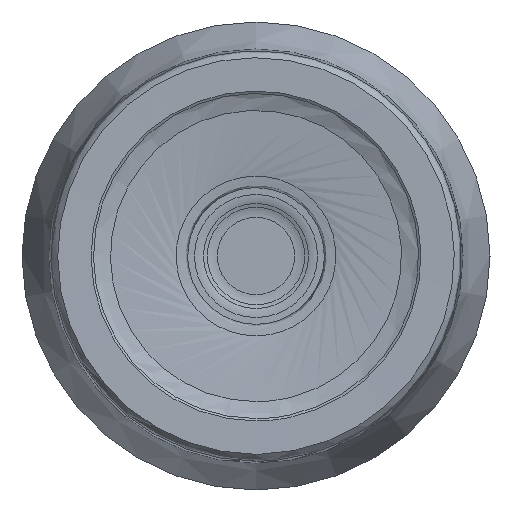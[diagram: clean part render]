
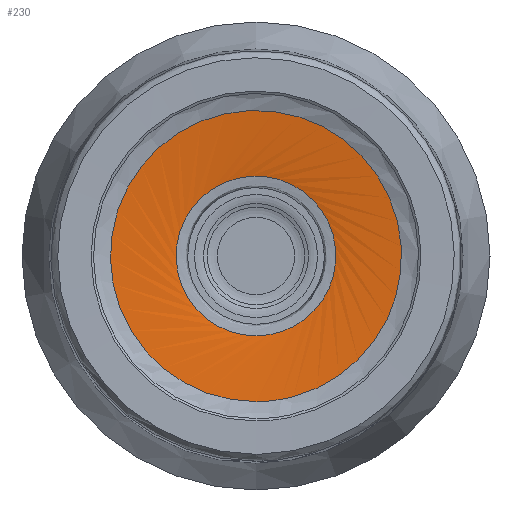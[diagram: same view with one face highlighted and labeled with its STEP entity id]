
A CAD part, left-side view. The second image highlights one B-rep face of the part: STEP entity #230.
In plain terms, the highlighted face is a revolution surface.
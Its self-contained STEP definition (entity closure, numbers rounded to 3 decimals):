
#35=SURFACE_OF_REVOLUTION('',#63,#49);
#49=AXIS1_PLACEMENT('',#889,#629);
#63=B_SPLINE_CURVE_WITH_KNOTS('',3,(#879,#880,#881,#882,#883,#884,#885,
#886,#887,#888),.UNSPECIFIED.,.F.,.F.,(4,3,3,4),(0.,0.261,0.523,
1.),.UNSPECIFIED.);
#230=ADVANCED_FACE('',(#286,#287),#35,.T.);
#286=FACE_BOUND('',#342,.T.);
#287=FACE_BOUND('',#343,.T.);
#342=EDGE_LOOP('',(#398));
#343=EDGE_LOOP('',(#399));
#398=ORIENTED_EDGE('',*,*,#458,.F.);
#399=ORIENTED_EDGE('',*,*,#457,.T.);
#429=VERTEX_POINT('',#850);
#430=VERTEX_POINT('',#878);
#457=EDGE_CURVE('',#429,#429,#485,.T.);
#458=EDGE_CURVE('',#430,#430,#486,.T.);
#485=CIRCLE('',#529,2.731);
#486=CIRCLE('',#530,4.976);
#529=AXIS2_PLACEMENT_3D('',#849,#624,#625);
#530=AXIS2_PLACEMENT_3D('',#877,#627,#628);
#624=DIRECTION('',(1.,0.,0.));
#625=DIRECTION('',(0.,0.,-1.));
#627=DIRECTION('',(1.,0.,0.));
#628=DIRECTION('',(0.,0.,-1.));
#629=DIRECTION('',(1.,0.,0.));
#849=CARTESIAN_POINT('',(0.568,0.,0.));
#850=CARTESIAN_POINT('',(0.568,0.,-2.731));
#877=CARTESIAN_POINT('',(0.306,0.,0.));
#878=CARTESIAN_POINT('',(0.306,0.,-4.976));
#879=CARTESIAN_POINT('',(0.568,-2.08,1.769));
#880=CARTESIAN_POINT('',(0.547,-2.328,1.68));
#881=CARTESIAN_POINT('',(0.523,-2.575,1.592));
#882=CARTESIAN_POINT('',(0.5,-2.822,1.504));
#883=CARTESIAN_POINT('',(0.477,-3.07,1.415));
#884=CARTESIAN_POINT('',(0.454,-3.317,1.327));
#885=CARTESIAN_POINT('',(0.431,-3.565,1.239));
#886=CARTESIAN_POINT('',(0.389,-4.016,1.078));
#887=CARTESIAN_POINT('',(0.345,-4.465,0.917));
#888=CARTESIAN_POINT('',(0.306,-4.919,0.755));
#889=CARTESIAN_POINT('',(34.396,0.,0.));
